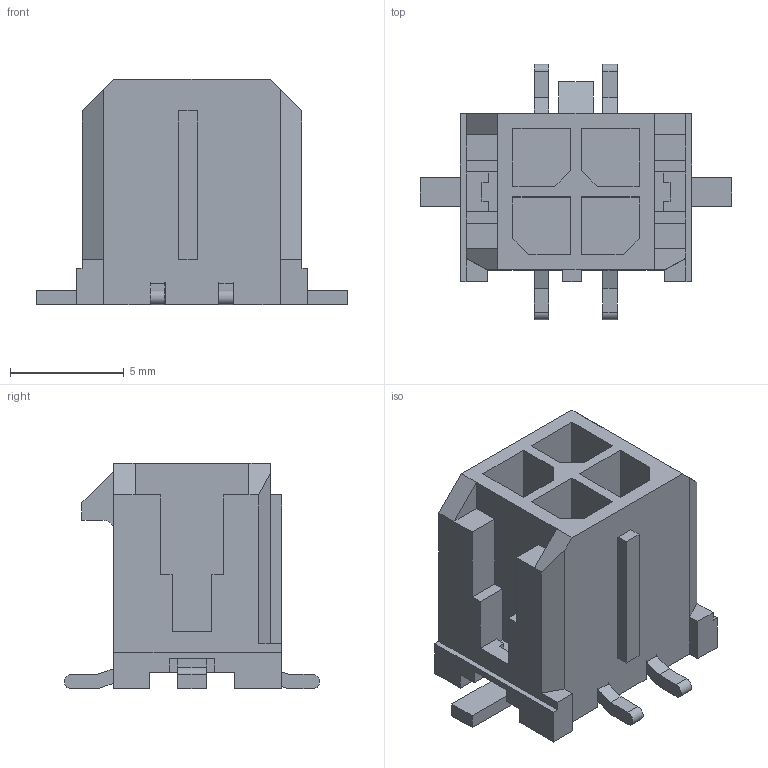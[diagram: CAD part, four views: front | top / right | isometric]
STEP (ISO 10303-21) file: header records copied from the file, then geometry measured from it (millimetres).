
FILE_DESCRIPTION((''),'2;1');
FILE_NAME('430450418','2009-11-18T',('PNB'),(''),'PRO/ENGINEER BY PARAMETRIC TECHNOLOGY CORPORATION, 2003451','PRO/ENGINEER BY PARAMETRIC TECHNOLOGY CORPORATION, 2003451','');
FILE_SCHEMA(('CONFIG_CONTROL_DESIGN'));
Length unit declared in the file: millimetre
Products named in the file (1): 430450418
Bounding box: 13.65 x 11.2 x 9.91 mm (x, y, z)
Volume: 413 mm3; surface area: 860.1 mm2
Topology: 1 solids, 1 shells, 187 faces, 552 edges, 375 vertices
Faces by surface type: plane 178, cylinder 9
Entity records: 6113 total; most frequent: CARTESIAN_POINT 1084, ORIENTED_EDGE 1042, DIRECTION 946, VECTOR 534, LINE 534, EDGE_CURVE 521, VERTEX_POINT 344, AXIS2_PLACEMENT_3D 206
